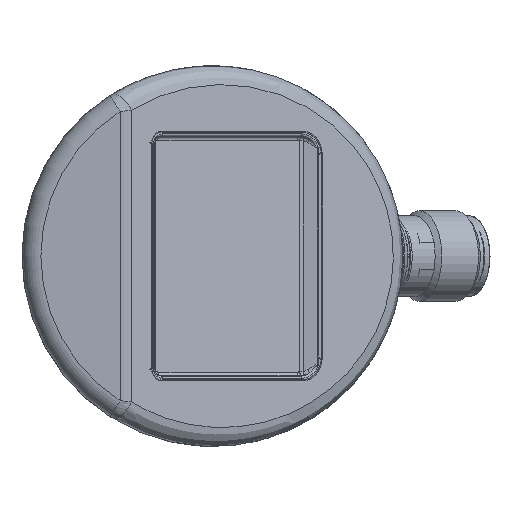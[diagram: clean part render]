
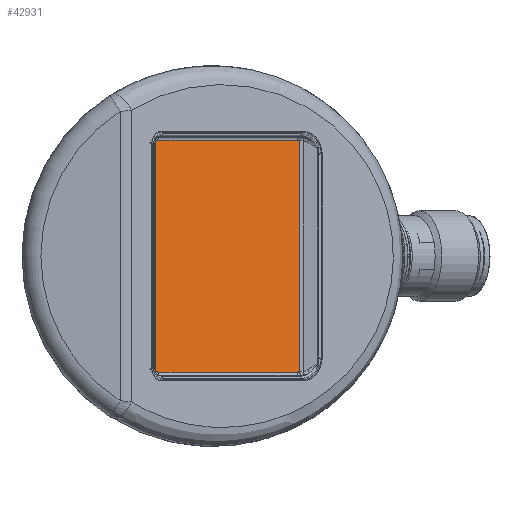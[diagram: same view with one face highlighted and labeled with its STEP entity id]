
A CAD part, front view. The second image highlights one B-rep face of the part: STEP entity #42931.
In plain terms, the highlighted planar face has unit normal (0.5, -0.866, 0).
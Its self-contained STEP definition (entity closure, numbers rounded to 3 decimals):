
#2581=LINE('',#54353,#4719);
#2582=LINE('',#54357,#4720);
#2583=LINE('',#54361,#4721);
#2584=LINE('',#54365,#4722);
#4719=VECTOR('',#47248,1000.);
#4720=VECTOR('',#47251,1000.);
#4721=VECTOR('',#47254,1000.);
#4722=VECTOR('',#47257,1000.);
#6857=ORIENTED_EDGE('',*,*,#16071,.T.);
#6858=ORIENTED_EDGE('',*,*,#16072,.T.);
#6859=ORIENTED_EDGE('',*,*,#16073,.T.);
#6860=ORIENTED_EDGE('',*,*,#16074,.T.);
#6861=ORIENTED_EDGE('',*,*,#16075,.T.);
#6862=ORIENTED_EDGE('',*,*,#16076,.T.);
#6863=ORIENTED_EDGE('',*,*,#16077,.T.);
#6864=ORIENTED_EDGE('',*,*,#16078,.T.);
#16071=EDGE_CURVE('',#20678,#20679,#23713,.F.);
#16072=EDGE_CURVE('',#20679,#20680,#2581,.T.);
#16073=EDGE_CURVE('',#20680,#20681,#23714,.F.);
#16074=EDGE_CURVE('',#20681,#20682,#2582,.T.);
#16075=EDGE_CURVE('',#20682,#20683,#23715,.F.);
#16076=EDGE_CURVE('',#20683,#20684,#2583,.T.);
#16077=EDGE_CURVE('',#20684,#20685,#23716,.F.);
#16078=EDGE_CURVE('',#20685,#20678,#2584,.T.);
#20678=VERTEX_POINT('',#54351);
#20679=VERTEX_POINT('',#54352);
#20680=VERTEX_POINT('',#54354);
#20681=VERTEX_POINT('',#54356);
#20682=VERTEX_POINT('',#54358);
#20683=VERTEX_POINT('',#54360);
#20684=VERTEX_POINT('',#54362);
#20685=VERTEX_POINT('',#54364);
#23713=CIRCLE('',#44760,1.946);
#23714=CIRCLE('',#44761,1.946);
#23715=CIRCLE('',#44762,0.446);
#23716=CIRCLE('',#44763,0.446);
#24479=EDGE_LOOP('',(#6857,#6858,#6859,#6860,#6861,#6862,#6863,#6864));
#26608=FACE_BOUND('',#24479,.T.);
#28740=PLANE('',#44759);
#42931=ADVANCED_FACE('',(#26608),#28740,.F.);
#44759=AXIS2_PLACEMENT_3D('',#54349,#47244,#47245);
#44760=AXIS2_PLACEMENT_3D('',#54350,#47246,#47247);
#44761=AXIS2_PLACEMENT_3D('',#54355,#47249,#47250);
#44762=AXIS2_PLACEMENT_3D('',#54359,#47252,#47253);
#44763=AXIS2_PLACEMENT_3D('',#54363,#47255,#47256);
#47244=DIRECTION('',(-0.5,0.866,0.));
#47245=DIRECTION('',(0.866,0.5,0.));
#47246=DIRECTION('',(-0.5,0.866,0.));
#47247=DIRECTION('',(0.866,0.5,0.));
#47248=DIRECTION('',(0.,0.,1.));
#47249=DIRECTION('',(-0.5,0.866,0.));
#47250=DIRECTION('',(0.866,0.5,0.));
#47251=DIRECTION('',(-0.866,-0.5,0.));
#47252=DIRECTION('',(-0.5,0.866,0.));
#47253=DIRECTION('',(0.866,0.5,0.));
#47254=DIRECTION('',(0.,0.,-1.));
#47255=DIRECTION('',(-0.5,0.866,0.));
#47256=DIRECTION('',(0.866,0.5,0.));
#47257=DIRECTION('',(0.866,0.5,0.));
#54349=CARTESIAN_POINT('',(11.243,-23.119,13.4));
#54350=CARTESIAN_POINT('',(11.243,-23.119,-13.4));
#54351=CARTESIAN_POINT('',(11.243,-23.119,-15.346));
#54352=CARTESIAN_POINT('',(11.526,-22.955,-15.318));
#54353=CARTESIAN_POINT('',(11.526,-22.955,15.252));
#54354=CARTESIAN_POINT('',(11.526,-22.955,15.318));
#54355=CARTESIAN_POINT('',(11.243,-23.119,13.4));
#54356=CARTESIAN_POINT('',(11.243,-23.119,15.346));
#54357=CARTESIAN_POINT('',(-7.203,-33.769,15.346));
#54358=CARTESIAN_POINT('',(-7.203,-33.769,15.346));
#54359=CARTESIAN_POINT('',(-7.203,-33.769,14.9));
#54360=CARTESIAN_POINT('',(-7.589,-33.991,14.9));
#54361=CARTESIAN_POINT('',(-7.589,-33.991,-14.9));
#54362=CARTESIAN_POINT('',(-7.589,-33.991,-14.9));
#54363=CARTESIAN_POINT('',(-7.203,-33.769,-14.9));
#54364=CARTESIAN_POINT('',(-7.203,-33.769,-15.346));
#54365=CARTESIAN_POINT('',(11.243,-23.119,-15.346));
